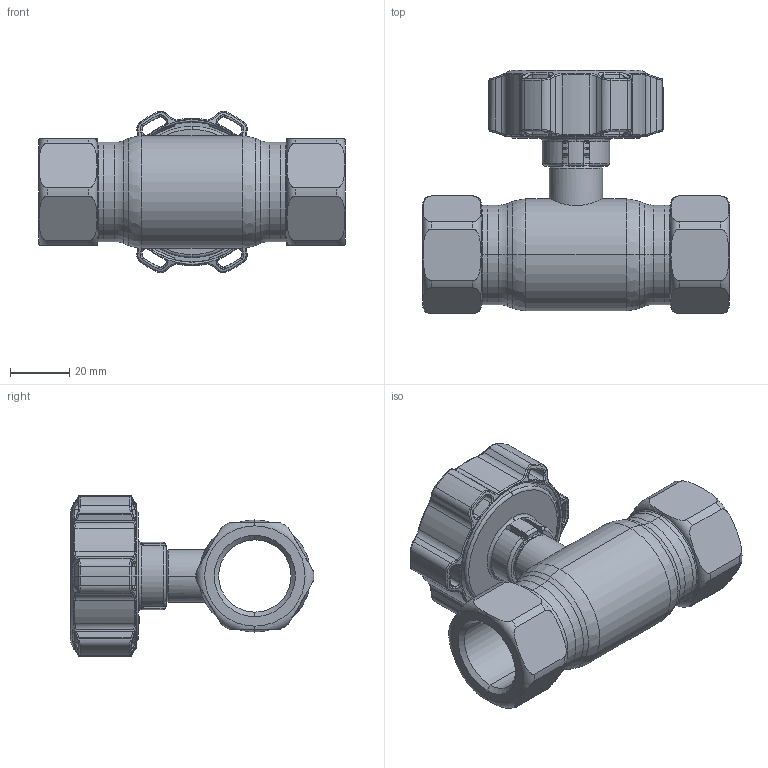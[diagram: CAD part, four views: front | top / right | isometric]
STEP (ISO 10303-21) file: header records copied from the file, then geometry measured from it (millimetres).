
FILE_DESCRIPTION (( 'STEP AP214' ), '1' );
FILE_NAME ('1020002000-1200.step', '2024-01-15T11:33:09', ( '' ), ( '' ), 'SwSTEP 2.0', 'SolidWorks 2021', '' );
FILE_SCHEMA (( 'AUTOMOTIVE_DESIGN' ));
Length unit declared in the file: millimetre
Products named in the file (1): 1020002000-1200
Bounding box: 104 x 82.59 x 54.57 mm (x, y, z)
Surface area: 32291.3 mm2 (no closed solid volume)
Topology: 0 solids, 8 shells, 535 faces, 1534 edges, 988 vertices
Faces by surface type: bspline 168, cylinder 136, torus 93, plane 92, cone 46
Entity records: 33302 total; most frequent: CARTESIAN_POINT 14978, ORIENTED_EDGE 2763, DIRECTION 2210, EDGE_CURVE 1534, VERTEX_POINT 988, AXIS2_PLACEMENT_3D 898, EDGE_LOOP 570, B_SPLINE_CURVE_WITH_KNOTS 560
